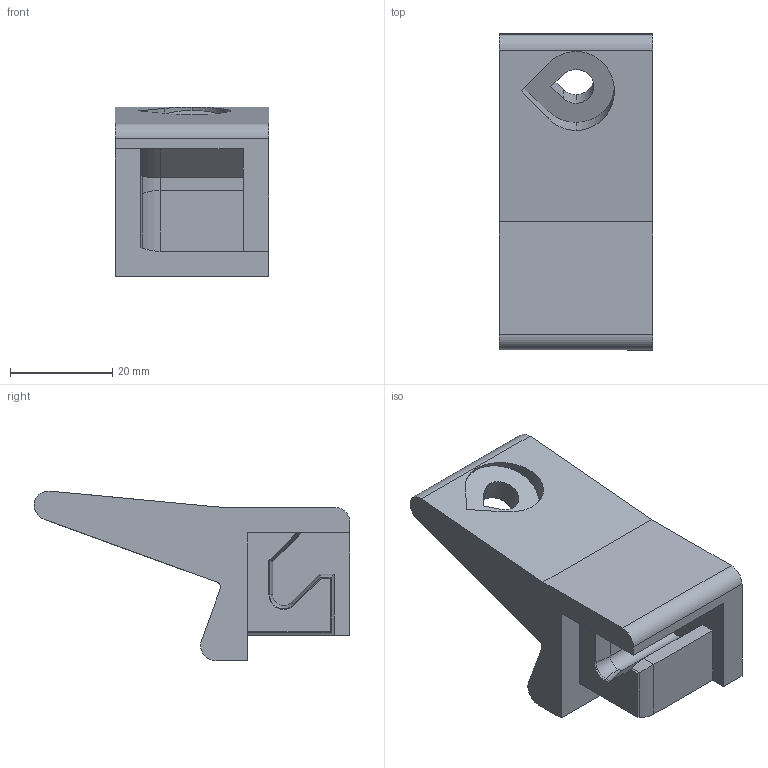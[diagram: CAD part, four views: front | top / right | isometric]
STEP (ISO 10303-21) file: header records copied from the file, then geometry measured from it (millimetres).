
FILE_DESCRIPTION (( 'STEP AP214' ), '1' );
FILE_NAME ('20deg SVRBS Bracket.STEP', '2023-05-11T18:50:47', ( '' ), ( '' ), 'SwSTEP 2.0', 'SolidWorks 2010', '' );
FILE_SCHEMA (( 'AUTOMOTIVE_DESIGN' ));
Length unit declared in the file: millimetre
Products named in the file (1): 20deg SVRBS Bracket
Bounding box: 30 x 61.74 x 33.17 mm (x, y, z)
Volume: 25194.2 mm3; surface area: 8071.2 mm2
Topology: 1 solids, 1 shells, 50 faces, 129 edges, 82 vertices
Faces by surface type: plane 29, cylinder 18, torus 2, cone 1
Entity records: 1544 total; most frequent: CARTESIAN_POINT 286, ORIENTED_EDGE 258, DIRECTION 252, EDGE_CURVE 129, LINE 92, VECTOR 92, VERTEX_POINT 82, AXIS2_PLACEMENT_3D 80
